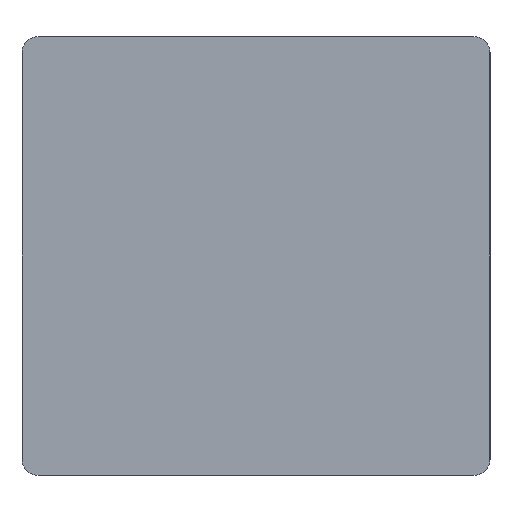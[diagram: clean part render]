
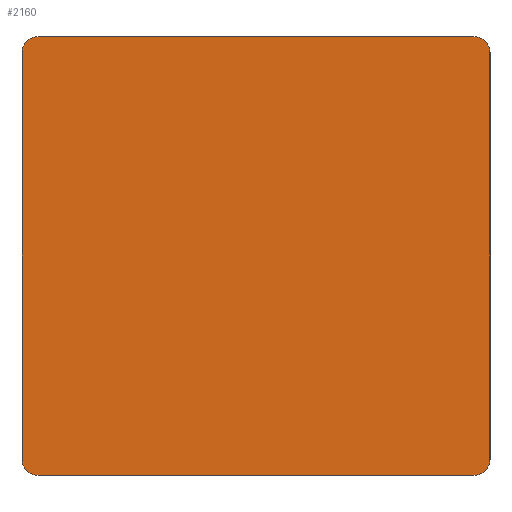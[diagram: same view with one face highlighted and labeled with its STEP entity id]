
A CAD part, left-side view. The second image highlights one B-rep face of the part: STEP entity #2160.
In plain terms, the highlighted planar face has unit normal (-1, 0, 0).
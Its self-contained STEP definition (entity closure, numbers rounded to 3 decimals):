
#44 = PLANE('',#45);
#45 = AXIS2_PLACEMENT_3D('',#46,#47,#48);
#46 = CARTESIAN_POINT('',(16.9,-4.67,0.));
#47 = DIRECTION('',(0.,0.,1.));
#48 = DIRECTION('',(1.,0.,0.));
#73 = CYLINDRICAL_SURFACE('',#74,0.5);
#74 = AXIS2_PLACEMENT_3D('',#75,#76,#77);
#75 = CARTESIAN_POINT('',(-1.3,-11.37,0.5));
#76 = DIRECTION('',(1.,0.,0.));
#77 = DIRECTION('',(0.,0.,-1.));
#101 = PLANE('',#102);
#102 = AXIS2_PLACEMENT_3D('',#103,#104,#105);
#103 = CARTESIAN_POINT('',(-1.3,-11.87,0.));
#104 = DIRECTION('',(0.,1.,0.));
#105 = DIRECTION('',(1.,0.,0.));
#134 = CYLINDRICAL_SURFACE('',#135,0.5);
#135 = AXIS2_PLACEMENT_3D('',#136,#137,#138);
#136 = CARTESIAN_POINT('',(-1.3,-11.37,13.));
#137 = DIRECTION('',(1.,0.,0.));
#138 = DIRECTION('',(0.,0.,1.));
#162 = PLANE('',#163);
#163 = AXIS2_PLACEMENT_3D('',#164,#165,#166);
#164 = CARTESIAN_POINT('',(16.9,-4.67,13.5));
#165 = DIRECTION('',(0.,0.,1.));
#166 = DIRECTION('',(1.,0.,0.));
#195 = CYLINDRICAL_SURFACE('',#196,0.5);
#196 = AXIS2_PLACEMENT_3D('',#197,#198,#199);
#197 = CARTESIAN_POINT('',(35.1,2.03,13.));
#198 = DIRECTION('',(-1.,0.,0.));
#199 = DIRECTION('',(0.,1.,0.));
#223 = PLANE('',#224);
#224 = AXIS2_PLACEMENT_3D('',#225,#226,#227);
#225 = CARTESIAN_POINT('',(35.1,2.53,0.));
#226 = DIRECTION('',(0.,-1.,0.));
#227 = DIRECTION('',(-1.,0.,0.));
#250 = CYLINDRICAL_SURFACE('',#251,0.5);
#251 = AXIS2_PLACEMENT_3D('',#252,#253,#254);
#252 = CARTESIAN_POINT('',(35.1,2.03,0.5));
#253 = DIRECTION('',(-1.,0.,0.));
#254 = DIRECTION('',(0.,1.,0.));
#267 = VERTEX_POINT('',#268);
#268 = CARTESIAN_POINT('',(-1.3,2.03,0.));
#289 = EDGE_CURVE('',#267,#290,#292,.T.);
#290 = VERTEX_POINT('',#291);
#291 = CARTESIAN_POINT('',(-1.3,-11.37,0.));
#292 = SURFACE_CURVE('',#293,(#297,#304),.PCURVE_S1.);
#293 = LINE('',#294,#295);
#294 = CARTESIAN_POINT('',(-1.3,2.53,0.));
#295 = VECTOR('',#296,1.);
#296 = DIRECTION('',(0.,-1.,0.));
#297 = PCURVE('',#44,#298);
#298 = DEFINITIONAL_REPRESENTATION('',(#299),#303);
#299 = LINE('',#300,#301);
#300 = CARTESIAN_POINT('',(-18.2,7.2));
#301 = VECTOR('',#302,1.);
#302 = DIRECTION('',(0.,-1.));
#303 = ( GEOMETRIC_REPRESENTATION_CONTEXT(2)
PARAMETRIC_REPRESENTATION_CONTEXT() REPRESENTATION_CONTEXT('2D SPACE',''
) );
#304 = PCURVE('',#305,#310);
#305 = PLANE('',#306);
#306 = AXIS2_PLACEMENT_3D('',#307,#308,#309);
#307 = CARTESIAN_POINT('',(-1.3,2.53,0.));
#308 = DIRECTION('',(1.,0.,0.));
#309 = DIRECTION('',(0.,-1.,0.));
#310 = DEFINITIONAL_REPRESENTATION('',(#311),#315);
#311 = LINE('',#312,#313);
#312 = CARTESIAN_POINT('',(0.,0.));
#313 = VECTOR('',#314,1.);
#314 = DIRECTION('',(1.,0.));
#315 = ( GEOMETRIC_REPRESENTATION_CONTEXT(2)
PARAMETRIC_REPRESENTATION_CONTEXT() REPRESENTATION_CONTEXT('2D SPACE',''
) );
#341 = EDGE_CURVE('',#290,#342,#344,.T.);
#342 = VERTEX_POINT('',#343);
#343 = CARTESIAN_POINT('',(-1.3,-11.87,0.5));
#344 = SURFACE_CURVE('',#345,(#350,#357),.PCURVE_S1.);
#345 = CIRCLE('',#346,0.5);
#346 = AXIS2_PLACEMENT_3D('',#347,#348,#349);
#347 = CARTESIAN_POINT('',(-1.3,-11.37,0.5));
#348 = DIRECTION('',(-1.,0.,0.));
#349 = DIRECTION('',(0.,0.,1.));
#350 = PCURVE('',#73,#351);
#351 = DEFINITIONAL_REPRESENTATION('',(#352),#356);
#352 = LINE('',#353,#354);
#353 = CARTESIAN_POINT('',(3.142,-0.));
#354 = VECTOR('',#355,1.);
#355 = DIRECTION('',(-1.,0.));
#356 = ( GEOMETRIC_REPRESENTATION_CONTEXT(2)
PARAMETRIC_REPRESENTATION_CONTEXT() REPRESENTATION_CONTEXT('2D SPACE',''
) );
#357 = PCURVE('',#305,#358);
#358 = DEFINITIONAL_REPRESENTATION('',(#359),#367);
#359 = ( BOUNDED_CURVE() B_SPLINE_CURVE(2,(#360,#361,#362,#363,#364,#365
,#366),.UNSPECIFIED.,.T.,.F.) B_SPLINE_CURVE_WITH_KNOTS((1,2,2,2,2,1),(
-2.094,0.,2.094,4.189,6.283,
8.378),.UNSPECIFIED.) CURVE() GEOMETRIC_REPRESENTATION_ITEM()
RATIONAL_B_SPLINE_CURVE((1.,0.5,1.,0.5,1.,0.5,1.)) REPRESENTATION_ITEM(
'') );
#360 = CARTESIAN_POINT('',(13.9,-1.));
#361 = CARTESIAN_POINT('',(13.034,-1.));
#362 = CARTESIAN_POINT('',(13.467,-0.25));
#363 = CARTESIAN_POINT('',(13.9,0.5));
#364 = CARTESIAN_POINT('',(14.333,-0.25));
#365 = CARTESIAN_POINT('',(14.766,-1.));
#366 = CARTESIAN_POINT('',(13.9,-1.));
#367 = ( GEOMETRIC_REPRESENTATION_CONTEXT(2)
PARAMETRIC_REPRESENTATION_CONTEXT() REPRESENTATION_CONTEXT('2D SPACE',''
) );
#397 = EDGE_CURVE('',#398,#267,#400,.T.);
#398 = VERTEX_POINT('',#399);
#399 = CARTESIAN_POINT('',(-1.3,2.53,0.5));
#400 = SURFACE_CURVE('',#401,(#406,#413),.PCURVE_S1.);
#401 = CIRCLE('',#402,0.5);
#402 = AXIS2_PLACEMENT_3D('',#403,#404,#405);
#403 = CARTESIAN_POINT('',(-1.3,2.03,0.5));
#404 = DIRECTION('',(-1.,0.,0.));
#405 = DIRECTION('',(0.,0.,-1.));
#406 = PCURVE('',#250,#407);
#407 = DEFINITIONAL_REPRESENTATION('',(#408),#412);
#408 = LINE('',#409,#410);
#409 = CARTESIAN_POINT('',(-4.712,36.4));
#410 = VECTOR('',#411,1.);
#411 = DIRECTION('',(1.,0.));
#412 = ( GEOMETRIC_REPRESENTATION_CONTEXT(2)
PARAMETRIC_REPRESENTATION_CONTEXT() REPRESENTATION_CONTEXT('2D SPACE',''
) );
#413 = PCURVE('',#305,#414);
#414 = DEFINITIONAL_REPRESENTATION('',(#415),#423);
#415 = ( BOUNDED_CURVE() B_SPLINE_CURVE(2,(#416,#417,#418,#419,#420,#421
,#422),.UNSPECIFIED.,.T.,.F.) B_SPLINE_CURVE_WITH_KNOTS((1,2,2,2,2,1),(
-2.094,0.,2.094,4.189,6.283,
8.378),.UNSPECIFIED.) CURVE() GEOMETRIC_REPRESENTATION_ITEM()
RATIONAL_B_SPLINE_CURVE((1.,0.5,1.,0.5,1.,0.5,1.)) REPRESENTATION_ITEM(
'') );
#416 = CARTESIAN_POINT('',(0.5,0.));
#417 = CARTESIAN_POINT('',(1.366,0.));
#418 = CARTESIAN_POINT('',(0.933,-0.75));
#419 = CARTESIAN_POINT('',(0.5,-1.5));
#420 = CARTESIAN_POINT('',(0.067,-0.75));
#421 = CARTESIAN_POINT('',(-0.366,0.));
#422 = CARTESIAN_POINT('',(0.5,0.));
#423 = ( GEOMETRIC_REPRESENTATION_CONTEXT(2)
PARAMETRIC_REPRESENTATION_CONTEXT() REPRESENTATION_CONTEXT('2D SPACE',''
) );
#449 = EDGE_CURVE('',#342,#450,#452,.T.);
#450 = VERTEX_POINT('',#451);
#451 = CARTESIAN_POINT('',(-1.3,-11.87,13.));
#452 = SURFACE_CURVE('',#453,(#457,#464),.PCURVE_S1.);
#453 = LINE('',#454,#455);
#454 = CARTESIAN_POINT('',(-1.3,-11.87,0.));
#455 = VECTOR('',#456,1.);
#456 = DIRECTION('',(0.,0.,1.));
#457 = PCURVE('',#101,#458);
#458 = DEFINITIONAL_REPRESENTATION('',(#459),#463);
#459 = LINE('',#460,#461);
#460 = CARTESIAN_POINT('',(0.,0.));
#461 = VECTOR('',#462,1.);
#462 = DIRECTION('',(0.,-1.));
#463 = ( GEOMETRIC_REPRESENTATION_CONTEXT(2)
PARAMETRIC_REPRESENTATION_CONTEXT() REPRESENTATION_CONTEXT('2D SPACE',''
) );
#464 = PCURVE('',#305,#465);
#465 = DEFINITIONAL_REPRESENTATION('',(#466),#470);
#466 = LINE('',#467,#468);
#467 = CARTESIAN_POINT('',(14.4,0.));
#468 = VECTOR('',#469,1.);
#469 = DIRECTION('',(0.,-1.));
#470 = ( GEOMETRIC_REPRESENTATION_CONTEXT(2)
PARAMETRIC_REPRESENTATION_CONTEXT() REPRESENTATION_CONTEXT('2D SPACE',''
) );
#1990 = VERTEX_POINT('',#1991);
#1991 = CARTESIAN_POINT('',(-1.3,2.53,13.));
#2012 = EDGE_CURVE('',#398,#1990,#2013,.T.);
#2013 = SURFACE_CURVE('',#2014,(#2018,#2025),.PCURVE_S1.);
#2014 = LINE('',#2015,#2016);
#2015 = CARTESIAN_POINT('',(-1.3,2.53,0.));
#2016 = VECTOR('',#2017,1.);
#2017 = DIRECTION('',(0.,0.,1.));
#2018 = PCURVE('',#223,#2019);
#2019 = DEFINITIONAL_REPRESENTATION('',(#2020),#2024);
#2020 = LINE('',#2021,#2022);
#2021 = CARTESIAN_POINT('',(36.4,0.));
#2022 = VECTOR('',#2023,1.);
#2023 = DIRECTION('',(0.,-1.));
#2024 = ( GEOMETRIC_REPRESENTATION_CONTEXT(2)
PARAMETRIC_REPRESENTATION_CONTEXT() REPRESENTATION_CONTEXT('2D SPACE',''
) );
#2025 = PCURVE('',#305,#2026);
#2026 = DEFINITIONAL_REPRESENTATION('',(#2027),#2031);
#2027 = LINE('',#2028,#2029);
#2028 = CARTESIAN_POINT('',(0.,0.));
#2029 = VECTOR('',#2030,1.);
#2030 = DIRECTION('',(0.,-1.));
#2031 = ( GEOMETRIC_REPRESENTATION_CONTEXT(2)
PARAMETRIC_REPRESENTATION_CONTEXT() REPRESENTATION_CONTEXT('2D SPACE',''
) );
#2037 = EDGE_CURVE('',#2038,#450,#2040,.T.);
#2038 = VERTEX_POINT('',#2039);
#2039 = CARTESIAN_POINT('',(-1.3,-11.37,13.5));
#2040 = SURFACE_CURVE('',#2041,(#2046,#2053),.PCURVE_S1.);
#2041 = CIRCLE('',#2042,0.5);
#2042 = AXIS2_PLACEMENT_3D('',#2043,#2044,#2045);
#2043 = CARTESIAN_POINT('',(-1.3,-11.37,13.));
#2044 = DIRECTION('',(1.,0.,-0.));
#2045 = DIRECTION('',(0.,0.,1.));
#2046 = PCURVE('',#134,#2047);
#2047 = DEFINITIONAL_REPRESENTATION('',(#2048),#2052);
#2048 = LINE('',#2049,#2050);
#2049 = CARTESIAN_POINT('',(0.,0.));
#2050 = VECTOR('',#2051,1.);
#2051 = DIRECTION('',(1.,0.));
#2052 = ( GEOMETRIC_REPRESENTATION_CONTEXT(2)
PARAMETRIC_REPRESENTATION_CONTEXT() REPRESENTATION_CONTEXT('2D SPACE',''
) );
#2053 = PCURVE('',#305,#2054);
#2054 = DEFINITIONAL_REPRESENTATION('',(#2055),#2059);
#2055 = CIRCLE('',#2056,0.5);
#2056 = AXIS2_PLACEMENT_2D('',#2057,#2058);
#2057 = CARTESIAN_POINT('',(13.9,-13.));
#2058 = DIRECTION('',(0.,-1.));
#2059 = ( GEOMETRIC_REPRESENTATION_CONTEXT(2)
PARAMETRIC_REPRESENTATION_CONTEXT() REPRESENTATION_CONTEXT('2D SPACE',''
) );
#2089 = VERTEX_POINT('',#2090);
#2090 = CARTESIAN_POINT('',(-1.3,2.03,13.5));
#2111 = EDGE_CURVE('',#1990,#2089,#2112,.T.);
#2112 = SURFACE_CURVE('',#2113,(#2118,#2125),.PCURVE_S1.);
#2113 = CIRCLE('',#2114,0.5);
#2114 = AXIS2_PLACEMENT_3D('',#2115,#2116,#2117);
#2115 = CARTESIAN_POINT('',(-1.3,2.03,13.));
#2116 = DIRECTION('',(1.,-0.,0.));
#2117 = DIRECTION('',(0.,0.,-1.));
#2118 = PCURVE('',#195,#2119);
#2119 = DEFINITIONAL_REPRESENTATION('',(#2120),#2124);
#2120 = LINE('',#2121,#2122);
#2121 = CARTESIAN_POINT('',(1.571,36.4));
#2122 = VECTOR('',#2123,1.);
#2123 = DIRECTION('',(-1.,0.));
#2124 = ( GEOMETRIC_REPRESENTATION_CONTEXT(2)
PARAMETRIC_REPRESENTATION_CONTEXT() REPRESENTATION_CONTEXT('2D SPACE',''
) );
#2125 = PCURVE('',#305,#2126);
#2126 = DEFINITIONAL_REPRESENTATION('',(#2127),#2131);
#2127 = CIRCLE('',#2128,0.5);
#2128 = AXIS2_PLACEMENT_2D('',#2129,#2130);
#2129 = CARTESIAN_POINT('',(0.5,-13.));
#2130 = DIRECTION('',(0.,1.));
#2131 = ( GEOMETRIC_REPRESENTATION_CONTEXT(2)
PARAMETRIC_REPRESENTATION_CONTEXT() REPRESENTATION_CONTEXT('2D SPACE',''
) );
#2139 = EDGE_CURVE('',#2089,#2038,#2140,.T.);
#2140 = SURFACE_CURVE('',#2141,(#2145,#2152),.PCURVE_S1.);
#2141 = LINE('',#2142,#2143);
#2142 = CARTESIAN_POINT('',(-1.3,2.53,13.5));
#2143 = VECTOR('',#2144,1.);
#2144 = DIRECTION('',(0.,-1.,0.));
#2145 = PCURVE('',#162,#2146);
#2146 = DEFINITIONAL_REPRESENTATION('',(#2147),#2151);
#2147 = LINE('',#2148,#2149);
#2148 = CARTESIAN_POINT('',(-18.2,7.2));
#2149 = VECTOR('',#2150,1.);
#2150 = DIRECTION('',(0.,-1.));
#2151 = ( GEOMETRIC_REPRESENTATION_CONTEXT(2)
PARAMETRIC_REPRESENTATION_CONTEXT() REPRESENTATION_CONTEXT('2D SPACE',''
) );
#2152 = PCURVE('',#305,#2153);
#2153 = DEFINITIONAL_REPRESENTATION('',(#2154),#2158);
#2154 = LINE('',#2155,#2156);
#2155 = CARTESIAN_POINT('',(0.,-13.5));
#2156 = VECTOR('',#2157,1.);
#2157 = DIRECTION('',(1.,0.));
#2158 = ( GEOMETRIC_REPRESENTATION_CONTEXT(2)
PARAMETRIC_REPRESENTATION_CONTEXT() REPRESENTATION_CONTEXT('2D SPACE',''
) );
#2160 = ADVANCED_FACE('',(#2161),#305,.F.);
#2161 = FACE_BOUND('',#2162,.F.);
#2162 = EDGE_LOOP('',(#2163,#2164,#2165,#2166,#2167,#2168,#2169,#2170));
#2163 = ORIENTED_EDGE('',*,*,#289,.F.);
#2164 = ORIENTED_EDGE('',*,*,#397,.F.);
#2165 = ORIENTED_EDGE('',*,*,#2012,.T.);
#2166 = ORIENTED_EDGE('',*,*,#2111,.T.);
#2167 = ORIENTED_EDGE('',*,*,#2139,.T.);
#2168 = ORIENTED_EDGE('',*,*,#2037,.T.);
#2169 = ORIENTED_EDGE('',*,*,#449,.F.);
#2170 = ORIENTED_EDGE('',*,*,#341,.F.);
